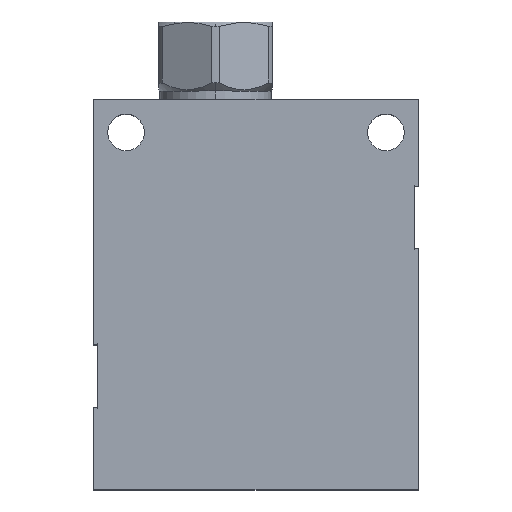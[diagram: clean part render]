
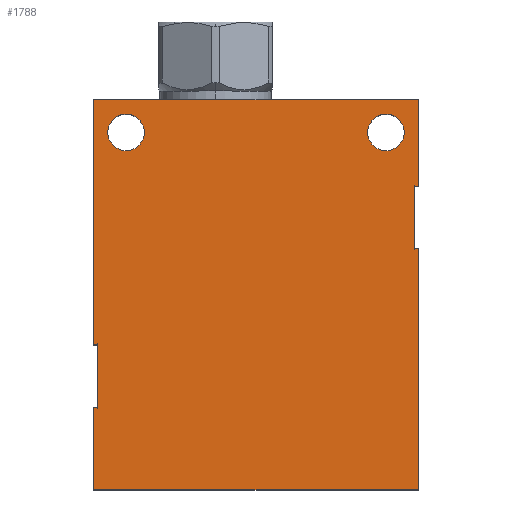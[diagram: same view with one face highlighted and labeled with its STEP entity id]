
A CAD part, top view. The second image highlights one B-rep face of the part: STEP entity #1788.
In plain terms, the highlighted planar face has unit normal (0, 0, 1).
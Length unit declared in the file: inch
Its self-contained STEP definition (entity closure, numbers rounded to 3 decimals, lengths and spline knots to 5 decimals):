
#77=CARTESIAN_POINT('',(0.25,-0.25,1.25));
#78=DIRECTION('',(0.,0.,-1.));
#79=DIRECTION('',(-1.,0.,0.));
#80=AXIS2_PLACEMENT_3D('',#77,#78,#79);
#82=CARTESIAN_POINT('',(0.25,-0.25,1.25));
#83=DIRECTION('',(0.,0.,-1.));
#84=DIRECTION('',(1.,0.,0.));
#85=AXIS2_PLACEMENT_3D('',#82,#83,#84);
#87=CARTESIAN_POINT('',(2.25,-0.25,1.25));
#88=DIRECTION('',(0.,0.,-1.));
#89=DIRECTION('',(-1.,0.,0.));
#90=AXIS2_PLACEMENT_3D('',#87,#88,#89);
#92=CARTESIAN_POINT('',(2.25,-0.25,1.25));
#93=DIRECTION('',(0.,0.,-1.));
#94=DIRECTION('',(1.,0.,0.));
#95=AXIS2_PLACEMENT_3D('',#92,#93,#94);
#97=DIRECTION('',(1.,0.,0.));
#98=VECTOR('',#97,0.032);
#99=CARTESIAN_POINT('',(0.,-1.88499,1.25));
#100=LINE('',#99,#98);
#101=DIRECTION('',(0.,-1.,0.));
#102=VECTOR('',#101,1.88499);
#103=CARTESIAN_POINT('',(0.,0.,1.25));
#104=LINE('',#103,#102);
#105=DIRECTION('',(-1.,0.,0.));
#106=VECTOR('',#105,2.5);
#107=CARTESIAN_POINT('',(2.5,0.,1.25));
#108=LINE('',#107,#106);
#109=DIRECTION('',(0.,1.,0.));
#110=VECTOR('',#109,0.66599);
#111=CARTESIAN_POINT('',(2.5,-0.66599,1.25));
#112=LINE('',#111,#110);
#113=DIRECTION('',(-1.,0.,0.));
#114=VECTOR('',#113,0.032);
#115=CARTESIAN_POINT('',(2.5,-0.66599,1.25));
#116=LINE('',#115,#114);
#117=DIRECTION('',(0.,1.,0.));
#118=VECTOR('',#117,0.48002);
#119=CARTESIAN_POINT('',(2.468,-1.14601,1.25));
#120=LINE('',#119,#118);
#121=DIRECTION('',(-1.,0.,0.));
#122=VECTOR('',#121,0.032);
#123=CARTESIAN_POINT('',(2.5,-1.14601,1.25));
#124=LINE('',#123,#122);
#125=DIRECTION('',(0.,1.,0.));
#126=VECTOR('',#125,1.85399);
#127=CARTESIAN_POINT('',(2.5,-3.,1.25));
#128=LINE('',#127,#126);
#129=DIRECTION('',(1.,0.,0.));
#130=VECTOR('',#129,2.5);
#131=CARTESIAN_POINT('',(0.,-3.,1.25));
#132=LINE('',#131,#130);
#133=DIRECTION('',(0.,-1.,0.));
#134=VECTOR('',#133,0.63499);
#135=CARTESIAN_POINT('',(0.,-2.36501,1.25));
#136=LINE('',#135,#134);
#137=DIRECTION('',(1.,0.,0.));
#138=VECTOR('',#137,0.032);
#139=CARTESIAN_POINT('',(0.,-2.36501,1.25));
#140=LINE('',#139,#138);
#141=DIRECTION('',(0.,1.,0.));
#142=VECTOR('',#141,0.48002);
#143=CARTESIAN_POINT('',(0.032,-2.36501,1.25));
#144=LINE('',#143,#142);
#1459=CARTESIAN_POINT('',(0.,-3.,1.25));
#1460=CARTESIAN_POINT('',(2.5,-3.,1.25));
#1461=VERTEX_POINT('',#1459);
#1462=VERTEX_POINT('',#1460);
#1463=CARTESIAN_POINT('',(2.5,0.,1.25));
#1464=CARTESIAN_POINT('',(0.,0.,1.25));
#1465=VERTEX_POINT('',#1463);
#1466=VERTEX_POINT('',#1464);
#1471=CARTESIAN_POINT('',(0.1095,-0.25,1.25));
#1472=CARTESIAN_POINT('',(0.3905,-0.25,1.25));
#1473=VERTEX_POINT('',#1471);
#1474=VERTEX_POINT('',#1472);
#1479=CARTESIAN_POINT('',(2.1095,-0.25,1.25));
#1480=CARTESIAN_POINT('',(2.3905,-0.25,1.25));
#1481=VERTEX_POINT('',#1479);
#1482=VERTEX_POINT('',#1480);
#1546=CARTESIAN_POINT('',(2.468,-0.66599,1.25));
#1548=VERTEX_POINT('',#1546);
#1555=CARTESIAN_POINT('',(2.468,-1.14601,1.25));
#1556=VERTEX_POINT('',#1555);
#1557=CARTESIAN_POINT('',(2.5,-1.14601,1.25));
#1558=VERTEX_POINT('',#1557);
#1559=CARTESIAN_POINT('',(2.5,-0.66599,1.25));
#1560=VERTEX_POINT('',#1559);
#1588=CARTESIAN_POINT('',(0.032,-1.88499,1.25));
#1590=VERTEX_POINT('',#1588);
#1592=CARTESIAN_POINT('',(0.032,-2.36501,1.25));
#1594=VERTEX_POINT('',#1592);
#1599=CARTESIAN_POINT('',(0.,-1.88499,1.25));
#1600=VERTEX_POINT('',#1599);
#1601=CARTESIAN_POINT('',(0.,-2.36501,1.25));
#1602=VERTEX_POINT('',#1601);
#1747=CARTESIAN_POINT('',(0.,0.,1.25));
#1748=DIRECTION('',(0.,0.,1.));
#1749=DIRECTION('',(1.,0.,0.));
#1750=AXIS2_PLACEMENT_3D('',#1747,#1748,#1749);
#1751=PLANE('',#1750);
#1753=ORIENTED_EDGE('',*,*,#1752,.F.);
#1755=ORIENTED_EDGE('',*,*,#1754,.F.);
#1757=ORIENTED_EDGE('',*,*,#1756,.F.);
#1759=ORIENTED_EDGE('',*,*,#1758,.F.);
#1761=ORIENTED_EDGE('',*,*,#1760,.T.);
#1763=ORIENTED_EDGE('',*,*,#1762,.F.);
#1765=ORIENTED_EDGE('',*,*,#1764,.F.);
#1767=ORIENTED_EDGE('',*,*,#1766,.F.);
#1769=ORIENTED_EDGE('',*,*,#1768,.F.);
#1771=ORIENTED_EDGE('',*,*,#1770,.F.);
#1773=ORIENTED_EDGE('',*,*,#1772,.T.);
#1775=ORIENTED_EDGE('',*,*,#1774,.T.);
#1776=EDGE_LOOP('',(#1753,#1755,#1757,#1759,#1761,#1763,#1765,#1767,#1769,#1771,
#1773,#1775));
#1777=FACE_OUTER_BOUND('',#1776,.F.);
#1779=ORIENTED_EDGE('',*,*,#1778,.F.);
#1781=ORIENTED_EDGE('',*,*,#1780,.F.);
#1782=EDGE_LOOP('',(#1779,#1781));
#1783=FACE_BOUND('',#1782,.F.);
#1784=ORIENTED_EDGE('',*,*,#1727,.F.);
#1785=ORIENTED_EDGE('',*,*,#1741,.F.);
#1786=EDGE_LOOP('',(#1784,#1785));
#1787=FACE_BOUND('',#1786,.F.);
#1788=ADVANCED_FACE('',(#1777,#1783,#1787),#1751,.T.);
#81=CIRCLE('',#80,0.1405);
#86=CIRCLE('',#85,0.1405);
#91=CIRCLE('',#90,0.1405);
#96=CIRCLE('',#95,0.1405);
#1727=EDGE_CURVE('',#1473,#1474,#81,.T.);
#1741=EDGE_CURVE('',#1474,#1473,#86,.T.);
#1752=EDGE_CURVE('',#1600,#1590,#100,.T.);
#1754=EDGE_CURVE('',#1466,#1600,#104,.T.);
#1756=EDGE_CURVE('',#1465,#1466,#108,.T.);
#1758=EDGE_CURVE('',#1560,#1465,#112,.T.);
#1760=EDGE_CURVE('',#1560,#1548,#116,.T.);
#1762=EDGE_CURVE('',#1556,#1548,#120,.T.);
#1764=EDGE_CURVE('',#1558,#1556,#124,.T.);
#1766=EDGE_CURVE('',#1462,#1558,#128,.T.);
#1768=EDGE_CURVE('',#1461,#1462,#132,.T.);
#1770=EDGE_CURVE('',#1602,#1461,#136,.T.);
#1772=EDGE_CURVE('',#1602,#1594,#140,.T.);
#1774=EDGE_CURVE('',#1594,#1590,#144,.T.);
#1778=EDGE_CURVE('',#1481,#1482,#91,.T.);
#1780=EDGE_CURVE('',#1482,#1481,#96,.T.);
